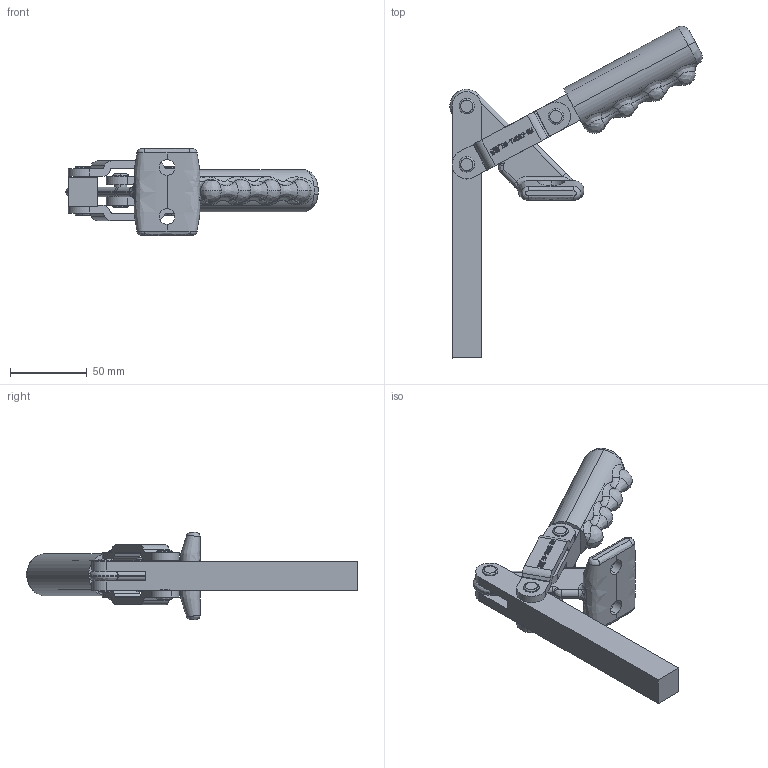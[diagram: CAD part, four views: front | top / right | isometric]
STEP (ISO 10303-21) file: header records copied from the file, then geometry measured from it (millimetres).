
FILE_DESCRIPTION (( 'STEP AP203' ), '1' );
FILE_NAME ('HS-75027-SM .STEP', '2019-10-11T03:33:36', ( '微软用户' ), ( '微软中国' ), 'SwSTEP 2.0', 'SolidWorks 2012', '' );
FILE_SCHEMA (( 'CONFIG_CONTROL_DESIGN' ));
Length unit declared in the file: millimetre
Products named in the file (8): HS-75027-SM ; 揤參; 种2; 种1; 忒梟; 忒參; 蟀裝; 菁釱
Assembly tree (10 placements, depth 2):
  HS-75027-SM 
    菁釱
    蟀裝  x2
    忒參
    忒梟
    种1  x2
    种2  x2
    揤參
Bounding box: 164.6 x 216.54 x 57 mm (x, y, z)
Volume: 185064.1 mm3; surface area: 62685 mm2
Topology: 10 solids, 10 shells, 1049 faces, 2844 edges, 1868 vertices
Faces by surface type: plane 494, bspline 387, cylinder 168
Entity records: 33620 total; most frequent: CARTESIAN_POINT 19067, ORIENTED_EDGE 3202, DIRECTION 2210, EDGE_CURVE 1601, VERTEX_POINT 1050, LINE 896, VECTOR 896, AXIS2_PLACEMENT_3D 657
